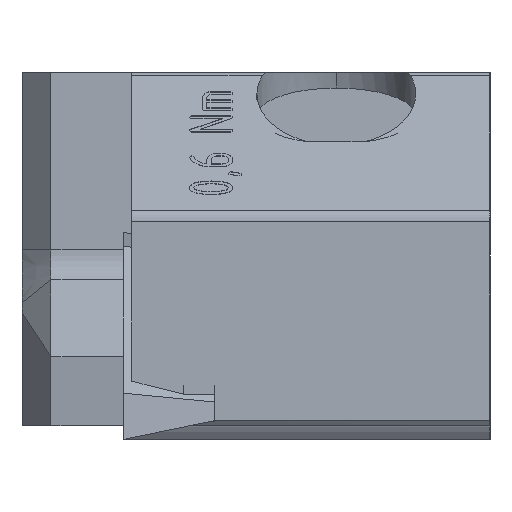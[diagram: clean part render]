
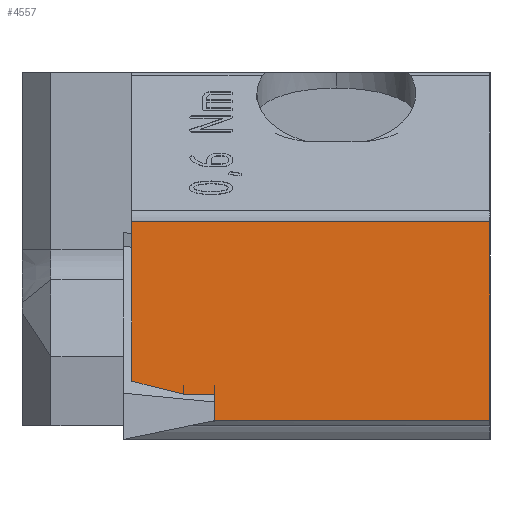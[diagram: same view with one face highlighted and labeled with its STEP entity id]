
A CAD part, left-side view. The second image highlights one B-rep face of the part: STEP entity #4557.
In plain terms, the highlighted planar face has unit normal (-1, 0, 0.018).
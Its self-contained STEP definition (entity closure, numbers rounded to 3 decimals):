
#16 = ORIENTED_EDGE ( 'NONE', *, *, #3222, .T. ) ;
#20 = ORIENTED_EDGE ( 'NONE', *, *, #4574, .T. ) ;
#86 = ORIENTED_EDGE ( 'NONE', *, *, #5640, .T. ) ;
#122 = EDGE_CURVE ( 'Defeature ausgef�hrt2_27+Defeature ausgef�hrt2_14+Defeature ausgef�hrt2_1+Defeature ausgef�hrt2_25', #994, #4913, #1204, .T. ) ;
#157 = DIRECTION ( 'NONE',  ( 0., -1., 0. ) ) ;
#314 = CARTESIAN_POINT ( 'NONE',  ( 0.124, -0.3, 7.777 ) ) ;
#334 = CARTESIAN_POINT ( 'NONE',  ( 0., -3.18, 0.652 ) ) ;
#404 = CARTESIAN_POINT ( 'NONE',  ( 0.016, -2.099, 1.566 ) ) ;
#469 = LINE ( 'NONE', #314, #5190 ) ;
#619 = LINE ( 'NONE', #5807, #5291 ) ;
#994 = VERTEX_POINT ( 'NONE', #2391 ) ;
#1028 = CARTESIAN_POINT ( 'NONE',  ( 0.108, -3.18, 6.822 ) ) ;
#1040 = VECTOR ( 'NONE', #1160, 1000. ) ;
#1160 = DIRECTION ( 'NONE',  ( 0.017, 0., 1. ) ) ;
#1204 = LINE ( 'NONE', #1028, #1040 ) ;
#1424 = DIRECTION ( 'NONE',  ( -0.017, 0., -1. ) ) ;
#1436 = ORIENTED_EDGE ( 'NONE', *, *, #122, .F. ) ;
#2296 = DIRECTION ( 'NONE',  ( -0.017, 0., -1. ) ) ;
#2331 = VERTEX_POINT ( 'NONE', #2905 ) ;
#2332 = DIRECTION ( 'NONE',  ( 0.017, 0., 1. ) ) ;
#2341 = DIRECTION ( 'NONE',  ( 1., 0., -0.017 ) ) ;
#2350 = ORIENTED_EDGE ( 'NONE', *, *, #2717, .T. ) ;
#2383 = PLANE ( 'NONE',  #4314 ) ;
#2391 = CARTESIAN_POINT ( 'NONE',  ( 0.011, -3.18, 1.296 ) ) ;
#2551 = DIRECTION ( 'NONE',  ( 0.017, 0., 1. ) ) ;
#2624 = LINE ( 'NONE', #3123, #3998 ) ;
#2717 = EDGE_CURVE ( 'Defeature ausgef�hrt2_14+Defeature ausgef�hrt2_25+Defeature ausgef�hrt2_1+Defeature ausgef�hrt2_27', #5439, #4913, #619, .T. ) ;
#2823 = CARTESIAN_POINT ( 'NONE',  ( 0., 129.624, 0.652 ) ) ;
#2905 = CARTESIAN_POINT ( 'NONE',  ( 0., -12.7, 0.652 ) ) ;
#2921 = CARTESIAN_POINT ( 'NONE',  ( 0.03, 1.11, 2.368 ) ) ;
#2988 = CARTESIAN_POINT ( 'NONE',  ( 0.024, -0.3, 2.016 ) ) ;
#3053 = VECTOR ( 'NONE', #3959, 1000. ) ;
#3123 = CARTESIAN_POINT ( 'NONE',  ( 0.108, -3.18, 6.822 ) ) ;
#3182 = LINE ( 'NONE', #4297, #5418 ) ;
#3190 = CARTESIAN_POINT ( 'NONE',  ( 0.12, -0.3, 7.539 ) ) ;
#3222 = EDGE_CURVE ( 'Defeature ausgef�hrt2_14+Defeature ausgef�hrt2_45+Defeature ausgef�hrt2_18+Defeature ausgef�hrt2_1', #4162, #4167, #469, .T. ) ;
#3267 = EDGE_CURVE ( 'Defeature ausgef�hrt2_4+Defeature ausgef�hrt2_14+Defeature ausgef�hrt2_3+Defeature ausgef�hrt2_1', #5817, #994, #2624, .T. ) ;
#3268 = DIRECTION ( 'NONE',  ( 0., -1., 0. ) ) ;
#3451 = LINE ( 'NONE', #4006, #3053 ) ;
#3869 = EDGE_CURVE ( 'Defeature ausgef�hrt2_18+Defeature ausgef�hrt2_14+Defeature ausgef�hrt2_45+Defeature ausgef�hrt2_23', #4162, #4555, #3451, .T. ) ;
#3951 = CARTESIAN_POINT ( 'NONE',  ( 0.016, -3.18, 1.566 ) ) ;
#3959 = DIRECTION ( 'NONE',  ( 0., -1., 0. ) ) ;
#3998 = VECTOR ( 'NONE', #2332, 1000. ) ;
#4006 = CARTESIAN_POINT ( 'NONE',  ( 0.12, 129.624, 7.539 ) ) ;
#4162 = VERTEX_POINT ( 'NONE', #3190 ) ;
#4167 = VERTEX_POINT ( 'NONE', #2988 ) ;
#4285 = DIRECTION ( 'NONE',  ( -0.004, -0.97, -0.243 ) ) ;
#4297 = CARTESIAN_POINT ( 'NONE',  ( -0.012, -12.7, -0.011 ) ) ;
#4314 = AXIS2_PLACEMENT_3D ( 'NONE', #5639, #2341, #2551 ) ;
#4318 = VECTOR ( 'NONE', #3268, 1000. ) ;
#4366 = ORIENTED_EDGE ( 'NONE', *, *, #3267, .F. ) ;
#4457 = ORIENTED_EDGE ( 'NONE', *, *, #3869, .F. ) ;
#4483 = VECTOR ( 'NONE', #4285, 1000. ) ;
#4555 = VERTEX_POINT ( 'NONE', #5182 ) ;
#4557 = ADVANCED_FACE ( 'Defeature ausgef�hrt2_14', ( #5760 ), #2383, .F. ) ;
#4574 = EDGE_CURVE ( 'Defeature ausgef�hrt2_14+Defeature ausgef�hrt2_1+Defeature ausgef�hrt2_45+Defeature ausgef�hrt2_25', #4167, #5439, #5631, .T. ) ;
#4611 = ORIENTED_EDGE ( 'NONE', *, *, #4918, .F. ) ;
#4913 = VERTEX_POINT ( 'NONE', #3951 ) ;
#4918 = EDGE_CURVE ( 'Defeature ausgef�hrt2_23+Defeature ausgef�hrt2_14+Defeature ausgef�hrt2_18+Defeature ausgef�hrt2_30', #4555, #2331, #3182, .T. ) ;
#5182 = CARTESIAN_POINT ( 'NONE',  ( 0.12, -12.7, 7.539 ) ) ;
#5190 = VECTOR ( 'NONE', #2296, 1000. ) ;
#5291 = VECTOR ( 'NONE', #157, 1000. ) ;
#5418 = VECTOR ( 'NONE', #1424, 1000. ) ;
#5439 = VERTEX_POINT ( 'NONE', #404 ) ;
#5475 = EDGE_LOOP ( 'NONE', ( #16, #20, #2350, #1436, #4366, #86, #4611, #4457 ) ) ;
#5485 = LINE ( 'NONE', #2823, #4318 ) ;
#5631 = LINE ( 'NONE', #2921, #4483 ) ;
#5639 = CARTESIAN_POINT ( 'NONE',  ( 0.124, 129.624, 7.777 ) ) ;
#5640 = EDGE_CURVE ( 'Defeature ausgef�hrt2_14+Defeature ausgef�hrt2_30+Defeature ausgef�hrt2_4+Defeature ausgef�hrt2_23', #5817, #2331, #5485, .T. ) ;
#5760 = FACE_OUTER_BOUND ( 'NONE', #5475, .T. ) ;
#5807 = CARTESIAN_POINT ( 'NONE',  ( 0.016, -3.18, 1.566 ) ) ;
#5817 = VERTEX_POINT ( 'NONE', #334 ) ;
